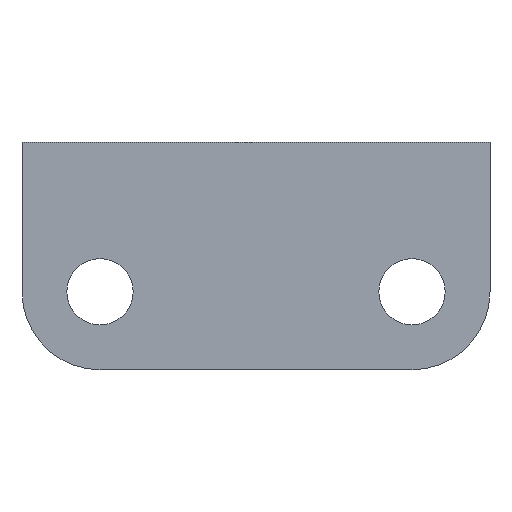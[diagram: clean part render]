
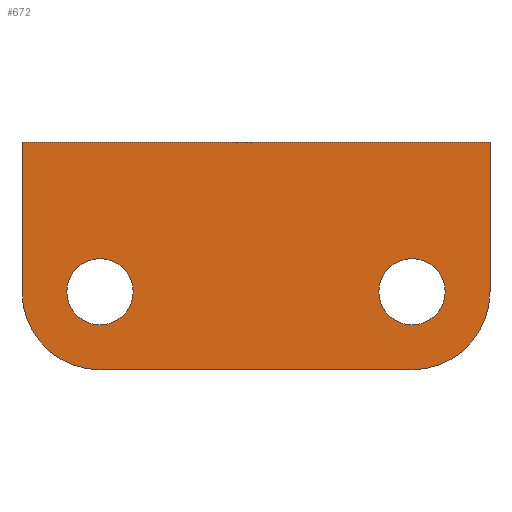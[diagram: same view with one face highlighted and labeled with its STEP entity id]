
A CAD part, front view. The second image highlights one B-rep face of the part: STEP entity #672.
In plain terms, the highlighted planar face has unit normal (0, -1, 0).
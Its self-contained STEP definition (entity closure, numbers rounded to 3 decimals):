
#19 = CARTESIAN_POINT ( 'NONE',  ( -24., -10., -28.1 ) ) ;
#36 = CIRCLE ( 'NONE', #817, 5.1 ) ;
#38 = CARTESIAN_POINT ( 'NONE',  ( -24., -10., -23. ) ) ;
#42 = DIRECTION ( 'NONE',  ( 0., -1., 0. ) ) ;
#44 = CARTESIAN_POINT ( 'NONE',  ( -36., -10., -23. ) ) ;
#62 = VERTEX_POINT ( 'NONE', #19 ) ;
#72 = LINE ( 'NONE', #714, #598 ) ;
#88 = LINE ( 'NONE', #318, #601 ) ;
#105 = EDGE_CURVE ( 'NONE', #686, #561, #88, .T. ) ;
#110 = DIRECTION ( 'NONE',  ( 0., 1., 0. ) ) ;
#111 = LINE ( 'NONE', #350, #891 ) ;
#112 = DIRECTION ( 'NONE',  ( 0., 1., 0. ) ) ;
#113 = ORIENTED_EDGE ( 'NONE', *, *, #790, .F. ) ;
#142 = EDGE_LOOP ( 'NONE', ( #683, #798 ) ) ;
#151 = CIRCLE ( 'NONE', #659, 5.1 ) ;
#161 = VERTEX_POINT ( 'NONE', #584 ) ;
#178 = CARTESIAN_POINT ( 'NONE',  ( 24., -10., -23. ) ) ;
#195 = CARTESIAN_POINT ( 'NONE',  ( -24., -10., -23. ) ) ;
#200 = DIRECTION ( 'NONE',  ( 1., 0., 0. ) ) ;
#201 = EDGE_CURVE ( 'NONE', #479, #253, #844, .T. ) ;
#208 = DIRECTION ( 'NONE',  ( 0., 0., 1. ) ) ;
#212 = AXIS2_PLACEMENT_3D ( 'NONE', #178, #110, #899 ) ;
#220 = ORIENTED_EDGE ( 'NONE', *, *, #596, .T. ) ;
#243 = AXIS2_PLACEMENT_3D ( 'NONE', #540, #876, #594 ) ;
#249 = DIRECTION ( 'NONE',  ( 0., 1., 0. ) ) ;
#253 = VERTEX_POINT ( 'NONE', #679 ) ;
#259 = FACE_BOUND ( 'NONE', #910, .T. ) ;
#260 = CIRCLE ( 'NONE', #243, 5.1 ) ;
#265 = CIRCLE ( 'NONE', #866, 12. ) ;
#267 = VERTEX_POINT ( 'NONE', #324 ) ;
#279 = EDGE_CURVE ( 'NONE', #267, #62, #36, .T. ) ;
#282 = ORIENTED_EDGE ( 'NONE', *, *, #201, .F. ) ;
#315 = AXIS2_PLACEMENT_3D ( 'NONE', #410, #42, #200 ) ;
#316 = CARTESIAN_POINT ( 'NONE',  ( 36., -10., -35. ) ) ;
#318 = CARTESIAN_POINT ( 'NONE',  ( 36., -10., 0. ) ) ;
#320 = DIRECTION ( 'NONE',  ( 0., 0., 1. ) ) ;
#324 = CARTESIAN_POINT ( 'NONE',  ( -24., -10., -17.9 ) ) ;
#335 = EDGE_CURVE ( 'NONE', #62, #267, #151, .T. ) ;
#350 = CARTESIAN_POINT ( 'NONE',  ( 36., -10., -35. ) ) ;
#356 = EDGE_CURVE ( 'NONE', #500, #888, #260, .T. ) ;
#363 = DIRECTION ( 'NONE',  ( 0., 0., 1. ) ) ;
#371 = EDGE_CURVE ( 'NONE', #397, #161, #265, .T. ) ;
#390 = DIRECTION ( 'NONE',  ( 1., 0., 0. ) ) ;
#393 = ORIENTED_EDGE ( 'NONE', *, *, #371, .T. ) ;
#397 = VERTEX_POINT ( 'NONE', #44 ) ;
#398 = DIRECTION ( 'NONE',  ( 0., 0., 1. ) ) ;
#410 = CARTESIAN_POINT ( 'NONE',  ( 36., -10., -35. ) ) ;
#420 = PLANE ( 'NONE',  #315 ) ;
#441 = EDGE_CURVE ( 'NONE', #479, #561, #553, .T. ) ;
#463 = CARTESIAN_POINT ( 'NONE',  ( -24., -10., -23. ) ) ;
#467 = ORIENTED_EDGE ( 'NONE', *, *, #279, .T. ) ;
#479 = VERTEX_POINT ( 'NONE', #843 ) ;
#483 = FACE_BOUND ( 'NONE', #142, .T. ) ;
#491 = CARTESIAN_POINT ( 'NONE',  ( 24., -10., -23. ) ) ;
#500 = VERTEX_POINT ( 'NONE', #501 ) ;
#501 = CARTESIAN_POINT ( 'NONE',  ( 24., -10., -28.1 ) ) ;
#508 = ORIENTED_EDGE ( 'NONE', *, *, #335, .T. ) ;
#540 = CARTESIAN_POINT ( 'NONE',  ( 24., -10., -23. ) ) ;
#545 = ORIENTED_EDGE ( 'NONE', *, *, #105, .F. ) ;
#549 = CARTESIAN_POINT ( 'NONE',  ( 36., -10., 0. ) ) ;
#553 = LINE ( 'NONE', #316, #629 ) ;
#558 = FACE_OUTER_BOUND ( 'NONE', #825, .T. ) ;
#561 = VERTEX_POINT ( 'NONE', #549 ) ;
#584 = CARTESIAN_POINT ( 'NONE',  ( -24., -10., -35. ) ) ;
#594 = DIRECTION ( 'NONE',  ( 0., 0., 1. ) ) ;
#596 = EDGE_CURVE ( 'NONE', #161, #253, #111, .T. ) ;
#598 = VECTOR ( 'NONE', #363, 1000. ) ;
#601 = VECTOR ( 'NONE', #673, 1000. ) ;
#602 = DIRECTION ( 'NONE',  ( 0., 0., 1. ) ) ;
#629 = VECTOR ( 'NONE', #602, 1000. ) ;
#659 = AXIS2_PLACEMENT_3D ( 'NONE', #38, #112, #320 ) ;
#672 = ADVANCED_FACE ( 'NONE', ( #259, #483, #558 ), #420, .T. ) ;
#673 = DIRECTION ( 'NONE',  ( 1., 0., 0. ) ) ;
#675 = CIRCLE ( 'NONE', #842, 5.1 ) ;
#679 = CARTESIAN_POINT ( 'NONE',  ( 24., -10., -35. ) ) ;
#683 = ORIENTED_EDGE ( 'NONE', *, *, #701, .T. ) ;
#686 = VERTEX_POINT ( 'NONE', #754 ) ;
#688 = DIRECTION ( 'NONE',  ( 0., -1., 0. ) ) ;
#701 = EDGE_CURVE ( 'NONE', #888, #500, #675, .T. ) ;
#714 = CARTESIAN_POINT ( 'NONE',  ( -36., -10., -35. ) ) ;
#742 = DIRECTION ( 'NONE',  ( 0., 0., 1. ) ) ;
#754 = CARTESIAN_POINT ( 'NONE',  ( -36., -10., 0. ) ) ;
#761 = DIRECTION ( 'NONE',  ( 0., 1., 0. ) ) ;
#790 = EDGE_CURVE ( 'NONE', #397, #686, #72, .T. ) ;
#798 = ORIENTED_EDGE ( 'NONE', *, *, #356, .T. ) ;
#817 = AXIS2_PLACEMENT_3D ( 'NONE', #195, #249, #742 ) ;
#819 = ORIENTED_EDGE ( 'NONE', *, *, #441, .T. ) ;
#825 = EDGE_LOOP ( 'NONE', ( #220, #282, #819, #545, #113, #393 ) ) ;
#842 = AXIS2_PLACEMENT_3D ( 'NONE', #491, #761, #208 ) ;
#843 = CARTESIAN_POINT ( 'NONE',  ( 36., -10., -23. ) ) ;
#844 = CIRCLE ( 'NONE', #212, 12. ) ;
#849 = CARTESIAN_POINT ( 'NONE',  ( 24., -10., -17.9 ) ) ;
#866 = AXIS2_PLACEMENT_3D ( 'NONE', #463, #688, #398 ) ;
#876 = DIRECTION ( 'NONE',  ( 0., 1., 0. ) ) ;
#888 = VERTEX_POINT ( 'NONE', #849 ) ;
#891 = VECTOR ( 'NONE', #390, 1000. ) ;
#899 = DIRECTION ( 'NONE',  ( 0., 0., 1. ) ) ;
#910 = EDGE_LOOP ( 'NONE', ( #467, #508 ) ) ;
